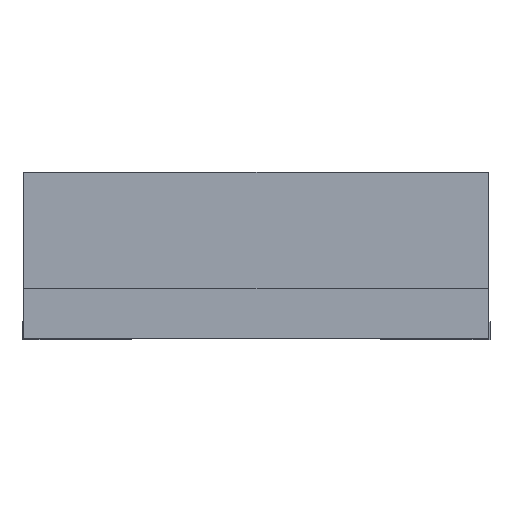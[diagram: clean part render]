
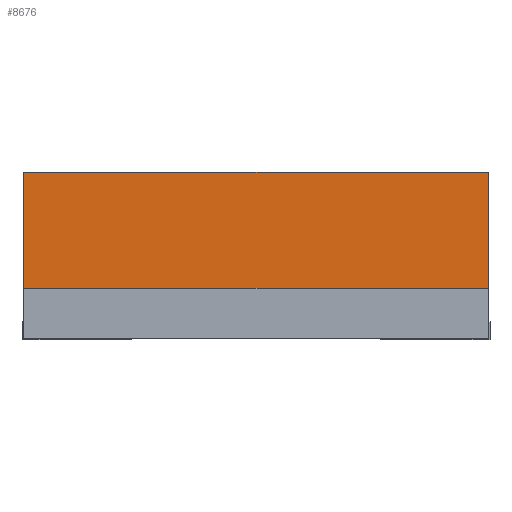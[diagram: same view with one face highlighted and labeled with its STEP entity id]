
A CAD part, left-side view. The second image highlights one B-rep face of the part: STEP entity #8676.
In plain terms, the highlighted planar face has unit normal (-1, 0, 0).
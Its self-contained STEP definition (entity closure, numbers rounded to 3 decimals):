
#608 = VERTEX_POINT ( 'NONE', #19044 ) ;
#625 = ORIENTED_EDGE ( 'NONE', *, *, #16856, .T. ) ;
#896 = VECTOR ( 'NONE', #12541, 1000. ) ;
#995 = CARTESIAN_POINT ( 'NONE',  ( -2.4, 1.4, 0. ) ) ;
#1561 = EDGE_CURVE ( 'NONE', #608, #6464, #5144, .T. ) ;
#2133 = DIRECTION ( 'NONE',  ( 0., -1., 0. ) ) ;
#2234 = EDGE_CURVE ( 'NONE', #6394, #608, #4972, .T. ) ;
#2318 = DIRECTION ( 'NONE',  ( 0., -1., 0. ) ) ;
#2535 = LINE ( 'NONE', #10826, #896 ) ;
#4145 = VECTOR ( 'NONE', #2133, 1000. ) ;
#4297 = CARTESIAN_POINT ( 'NONE',  ( -2.4, 1.4, 0.7 ) ) ;
#4972 = LINE ( 'NONE', #16858, #4145 ) ;
#4991 = CARTESIAN_POINT ( 'NONE',  ( -2.4, 1.4, 0. ) ) ;
#5144 = LINE ( 'NONE', #5448, #16496 ) ;
#5448 = CARTESIAN_POINT ( 'NONE',  ( -2.4, -1.4, 0.7 ) ) ;
#5553 = AXIS2_PLACEMENT_3D ( 'NONE', #13190, #16507, #19567 ) ;
#6394 = VERTEX_POINT ( 'NONE', #4297 ) ;
#6464 = VERTEX_POINT ( 'NONE', #20595 ) ;
#7534 = EDGE_LOOP ( 'NONE', ( #12721, #10603, #19363, #625 ) ) ;
#7836 = PLANE ( 'NONE',  #5553 ) ;
#8508 = DIRECTION ( 'NONE',  ( 0., 0., -1. ) ) ;
#8676 = ADVANCED_FACE ( 'NONE', ( #15974 ), #7836, .F. ) ;
#8994 = EDGE_CURVE ( 'NONE', #16988, #6464, #12430, .T. ) ;
#9631 = VECTOR ( 'NONE', #2318, 1000. ) ;
#10603 = ORIENTED_EDGE ( 'NONE', *, *, #1561, .F. ) ;
#10826 = CARTESIAN_POINT ( 'NONE',  ( -2.4, 1.4, 0.7 ) ) ;
#12430 = LINE ( 'NONE', #995, #9631 ) ;
#12541 = DIRECTION ( 'NONE',  ( 0., 0., -1. ) ) ;
#12721 = ORIENTED_EDGE ( 'NONE', *, *, #8994, .T. ) ;
#13190 = CARTESIAN_POINT ( 'NONE',  ( -2.4, 1.4, 0.7 ) ) ;
#15974 = FACE_OUTER_BOUND ( 'NONE', #7534, .T. ) ;
#16496 = VECTOR ( 'NONE', #8508, 1000. ) ;
#16507 = DIRECTION ( 'NONE',  ( 1., 0., 0. ) ) ;
#16856 = EDGE_CURVE ( 'NONE', #6394, #16988, #2535, .T. ) ;
#16858 = CARTESIAN_POINT ( 'NONE',  ( -2.4, 1.4, 0.7 ) ) ;
#16988 = VERTEX_POINT ( 'NONE', #4991 ) ;
#19044 = CARTESIAN_POINT ( 'NONE',  ( -2.4, -1.4, 0.7 ) ) ;
#19363 = ORIENTED_EDGE ( 'NONE', *, *, #2234, .F. ) ;
#19567 = DIRECTION ( 'NONE',  ( 0., 0., -1. ) ) ;
#20595 = CARTESIAN_POINT ( 'NONE',  ( -2.4, -1.4, 0. ) ) ;
